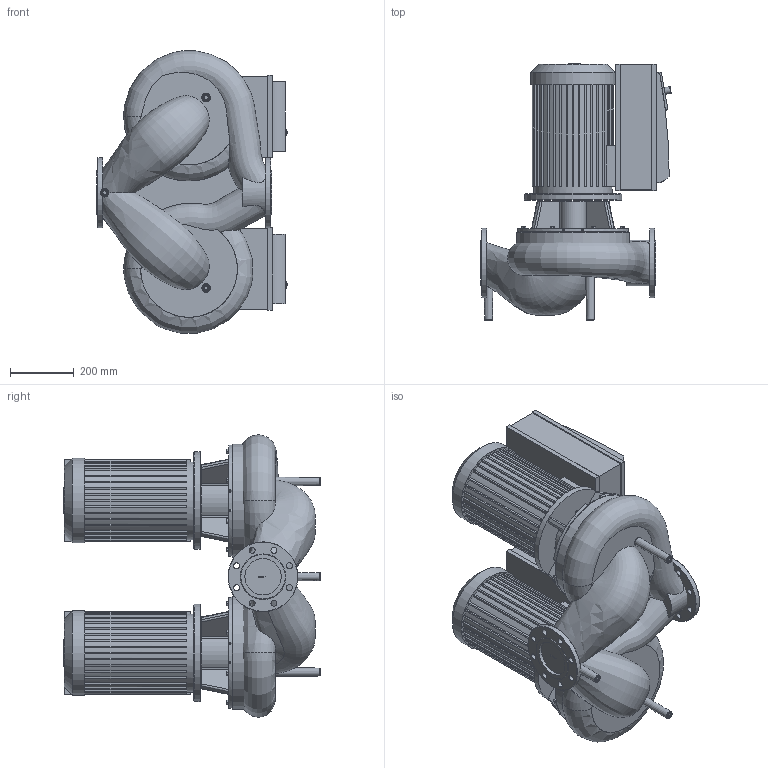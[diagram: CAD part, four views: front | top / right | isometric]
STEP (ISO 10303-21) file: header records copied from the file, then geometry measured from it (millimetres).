
FILE_DESCRIPTION(/* description */ (''),/* implementation_level */ '2;1');
FILE_NAME(/* name */ '3d_DL-E100_250-7_5_4-2101957.stp',/* time_stamp */ '2016-12-21T12:02:55+01:00',/* author */ ('Andrzej'),/* organization */ (''),/* preprocessor_version */ 'ST-DEVELOPER v15.5',/* originating_system */ 'AutoCAD Mechanical',/* authorisation */ '');
FILE_SCHEMA (('AUTOMOTIVE_DESIGN { 1 0 10303 214 3 1 1 }'));
Products named in the file (1): Product
Bounding box: 598.76 x 807.5 x 889.38 mm (x, y, z)
Volume: 138245628.2 mm3; surface area: 4256657.2 mm2
Topology: 23 solids, 23 shells, 1086 faces, 2752 edges, 1768 vertices
Faces by surface type: plane 689, cylinder 234, bspline 99, torus 52, cone 12
Full cylindrical faces by diameter (mm): 12 x3, 13 x16, 19 x16, 20 x2, 80 x2, 114.3 x2, 144.3 x1, 220 x2, 246 x2, 266 x2, 306 x2, 356 x2
Entity records: 56944 total; most frequent: CARTESIAN_POINT 31213, ORIENTED_EDGE 5308, DIRECTION 5123, EDGE_CURVE 2654, VERTEX_POINT 1761, AXIS2_PLACEMENT_3D 1736, LINE 1651, VECTOR 1651
